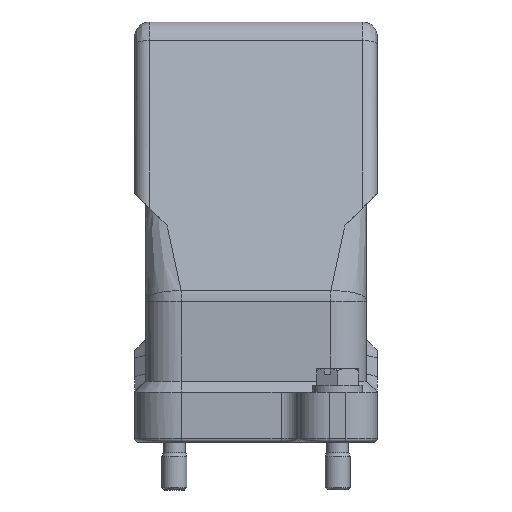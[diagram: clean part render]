
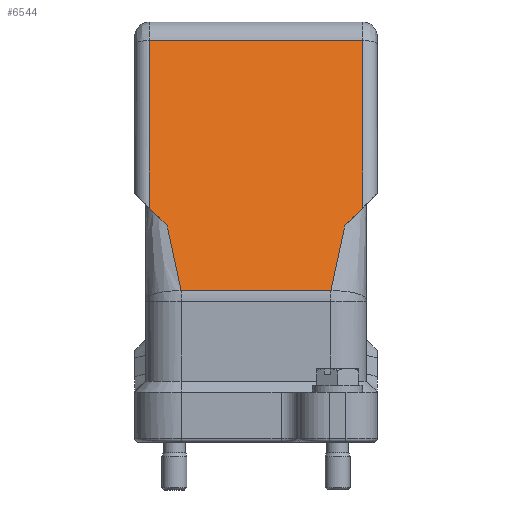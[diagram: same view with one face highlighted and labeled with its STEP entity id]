
A CAD part, left-side view. The second image highlights one B-rep face of the part: STEP entity #6544.
In plain terms, the highlighted planar face has unit normal (-0.966, 0, 0.259).
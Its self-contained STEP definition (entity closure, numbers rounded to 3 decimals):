
#5845=PLANE('',#18860);
#6544=ADVANCED_FACE('',(#7333),#5845,.T.);
#7333=FACE_OUTER_BOUND('',#8089,.T.);
#8089=EDGE_LOOP('',(#12255,#12256,#12257,#12258,#12259,#12260,#12261,#12262));
#8988=LINE('',#25512,#10029);
#8989=LINE('',#25605,#10030);
#8991=LINE('',#25643,#10032);
#8992=LINE('',#25701,#10033);
#9006=LINE('',#25904,#10047);
#9007=LINE('',#25937,#10048);
#9008=LINE('',#25956,#10049);
#9009=LINE('',#25958,#10050);
#10029=VECTOR('',#20506,1.);
#10030=VECTOR('',#20511,1.);
#10032=VECTOR('',#20519,1.);
#10033=VECTOR('',#20520,1.);
#10047=VECTOR('',#20572,1.);
#10048=VECTOR('',#20581,1.);
#10049=VECTOR('',#20586,1.);
#10050=VECTOR('',#20589,1.);
#12255=ORIENTED_EDGE('',*,*,#16785,.T.);
#12256=ORIENTED_EDGE('',*,*,#16787,.T.);
#12257=ORIENTED_EDGE('',*,*,#16743,.T.);
#12258=ORIENTED_EDGE('',*,*,#16741,.T.);
#12259=ORIENTED_EDGE('',*,*,#16734,.F.);
#12260=ORIENTED_EDGE('',*,*,#16727,.F.);
#12261=ORIENTED_EDGE('',*,*,#16788,.F.);
#12262=ORIENTED_EDGE('',*,*,#16780,.F.);
#15149=VERTEX_POINT('',#25513);
#15150=VERTEX_POINT('',#25514);
#15155=VERTEX_POINT('',#25606);
#15160=VERTEX_POINT('',#25644);
#15161=VERTEX_POINT('',#25702);
#15183=VERTEX_POINT('',#25903);
#15184=VERTEX_POINT('',#25905);
#15185=VERTEX_POINT('',#25936);
#16727=EDGE_CURVE('',#15149,#15150,#8988,.T.);
#16734=EDGE_CURVE('',#15150,#15155,#8989,.T.);
#16741=EDGE_CURVE('',#15160,#15155,#8991,.T.);
#16743=EDGE_CURVE('',#15161,#15160,#8992,.T.);
#16780=EDGE_CURVE('',#15183,#15184,#9006,.T.);
#16785=EDGE_CURVE('',#15183,#15185,#9007,.T.);
#16787=EDGE_CURVE('',#15185,#15161,#9008,.T.);
#16788=EDGE_CURVE('',#15184,#15149,#9009,.T.);
#18860=AXIS2_PLACEMENT_3D('',#25959,#20590,#20591);
#20506=DIRECTION('',(-0.253,0.204,-0.946));
#20511=DIRECTION('',(0.,1.,0.));
#20519=DIRECTION('',(-0.253,-0.204,-0.946));
#20520=DIRECTION('',(-0.186,-0.695,-0.695));
#20572=DIRECTION('',(-0.259,0.,-0.966));
#20581=DIRECTION('',(0.,1.,0.));
#20586=DIRECTION('',(-0.259,0.,-0.966));
#20589=DIRECTION('',(-0.186,0.695,-0.695));
#20590=DIRECTION('',(-0.966,0.,0.259));
#20591=DIRECTION('',(0.259,0.,0.966));
#25512=CARTESIAN_POINT('',(-47.018,-21.227,51.727));
#25513=CARTESIAN_POINT('',(-47.018,-21.227,51.727));
#25514=CARTESIAN_POINT('',(-51.159,-17.9,36.272));
#25605=CARTESIAN_POINT('',(-51.159,-17.9,36.272));
#25606=CARTESIAN_POINT('',(-51.159,17.9,36.272));
#25643=CARTESIAN_POINT('',(-47.018,21.227,51.727));
#25644=CARTESIAN_POINT('',(-47.018,21.227,51.727));
#25701=CARTESIAN_POINT('',(-45.873,25.5,56.));
#25702=CARTESIAN_POINT('',(-45.873,25.5,56.));
#25903=CARTESIAN_POINT('',(-35.141,-25.5,96.053));
#25904=CARTESIAN_POINT('',(-35.141,-25.5,96.053));
#25905=CARTESIAN_POINT('',(-45.873,-25.5,56.));
#25936=CARTESIAN_POINT('',(-35.141,25.5,96.053));
#25937=CARTESIAN_POINT('',(-35.141,-25.5,96.053));
#25956=CARTESIAN_POINT('',(-35.141,25.5,96.053));
#25958=CARTESIAN_POINT('',(-45.873,-25.5,56.));
#25959=CARTESIAN_POINT('',(-51.96,-28.05,33.283));
